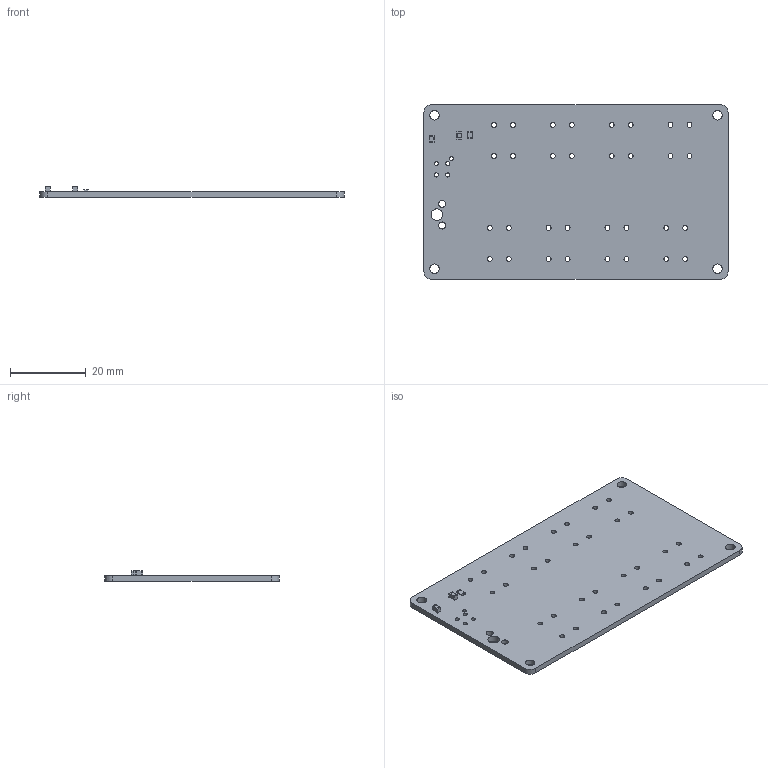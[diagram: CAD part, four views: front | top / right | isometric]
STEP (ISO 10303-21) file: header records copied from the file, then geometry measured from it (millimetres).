
FILE_DESCRIPTION(('KiCad electronic assembly'),'2;1');
FILE_NAME('PD Board.step','2025-08-14T11:28:23',('Pcbnew'),('Kicad'), 'Open CASCADE STEP processor 7.8','KiCad to STEP converter','Unknown' );
FILE_SCHEMA(('AUTOMOTIVE_DESIGN { 1 0 10303 214 1 1 1 1 }'));
Length unit declared in the file: millimetre
Products named in the file (4): PD Board 1; C_0805_2012Metric; R_0805_2012Metric; PD Board_PCB
Assembly tree (4 placements, depth 2):
  PD Board 1
    C_0805_2012Metric  x2
    R_0805_2012Metric
    PD Board_PCB
Bounding box: 80.1 x 46 x 2.85 mm (x, y, z)
Volume: 5445.9 mm3; surface area: 7914.3 mm2
Topology: 4 solids, 4 shells, 136 faces, 368 edges, 244 vertices
Faces by surface type: cylinder 80, plane 56
Full cylindrical faces by diameter (mm): 1.02 x1, 1.07 x4, 1.3 x32, 1.854 x2, 2.5 x4, 3.048 x1
Entity records: 4121 total; most frequent: DIRECTION 658, CARTESIAN_POINT 605, ORIENTED_EDGE 592, EDGE_CURVE 296, AXIS2_PLACEMENT_3D 249, FACE_BOUND 198, EDGE_LOOP 198, VERTEX_POINT 196
